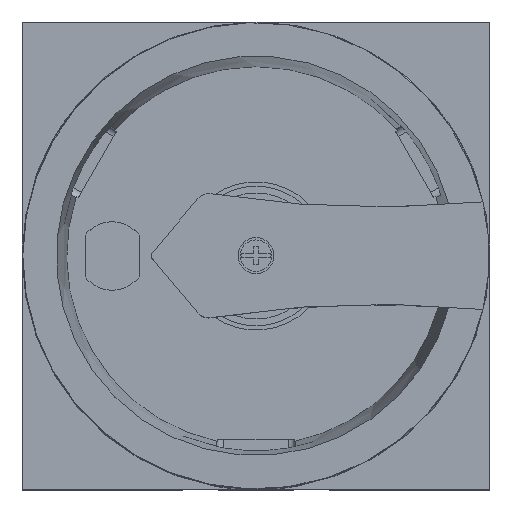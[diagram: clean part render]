
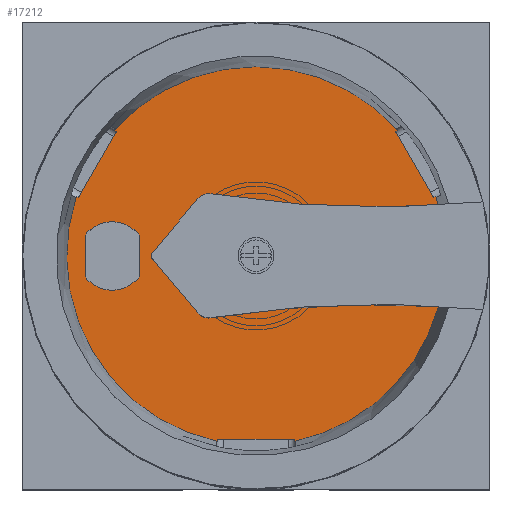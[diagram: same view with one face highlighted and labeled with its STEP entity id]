
A CAD part, top view. The second image highlights one B-rep face of the part: STEP entity #17212.
In plain terms, the highlighted planar face has unit normal (0, 0, 1).
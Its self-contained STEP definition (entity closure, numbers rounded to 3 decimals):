
#769=CIRCLE('',#18626,26.306);
#770=CIRCLE('',#18627,26.306);
#771=CIRCLE('',#18628,26.306);
#772=CIRCLE('',#18629,148.062);
#773=CIRCLE('',#18630,2.);
#774=CIRCLE('',#18631,0.5);
#775=CIRCLE('',#18632,2.);
#776=CIRCLE('',#18633,148.062);
#777=CIRCLE('',#18634,26.306);
#778=CIRCLE('',#18635,4.75);
#779=CIRCLE('',#18636,4.75);
#3968=ORIENTED_EDGE('',*,*,#7359,.F.);
#3969=ORIENTED_EDGE('',*,*,#7360,.F.);
#3970=ORIENTED_EDGE('',*,*,#7361,.F.);
#3971=ORIENTED_EDGE('',*,*,#7362,.F.);
#3972=ORIENTED_EDGE('',*,*,#7363,.F.);
#3973=ORIENTED_EDGE('',*,*,#7364,.F.);
#3974=ORIENTED_EDGE('',*,*,#7365,.T.);
#3975=ORIENTED_EDGE('',*,*,#7366,.T.);
#3976=ORIENTED_EDGE('',*,*,#7367,.T.);
#3977=ORIENTED_EDGE('',*,*,#7368,.F.);
#3978=ORIENTED_EDGE('',*,*,#7369,.T.);
#3979=ORIENTED_EDGE('',*,*,#7370,.F.);
#3980=ORIENTED_EDGE('',*,*,#7371,.F.);
#3981=ORIENTED_EDGE('',*,*,#7372,.F.);
#3982=ORIENTED_EDGE('',*,*,#7373,.F.);
#3983=ORIENTED_EDGE('',*,*,#7374,.F.);
#3984=ORIENTED_EDGE('',*,*,#7375,.T.);
#3985=ORIENTED_EDGE('',*,*,#7376,.F.);
#3986=ORIENTED_EDGE('',*,*,#7377,.F.);
#3987=ORIENTED_EDGE('',*,*,#7378,.F.);
#3988=ORIENTED_EDGE('',*,*,#7379,.F.);
#3989=ORIENTED_EDGE('',*,*,#7380,.F.);
#3990=ORIENTED_EDGE('',*,*,#7381,.F.);
#3991=ORIENTED_EDGE('',*,*,#7382,.F.);
#7359=EDGE_CURVE('',#9327,#9328,#11089,.T.);
#7360=EDGE_CURVE('',#9329,#9327,#769,.T.);
#7361=EDGE_CURVE('',#9330,#9329,#11090,.F.);
#7362=EDGE_CURVE('',#9331,#9330,#11091,.T.);
#7363=EDGE_CURVE('',#9332,#9331,#11092,.T.);
#7364=EDGE_CURVE('',#9333,#9332,#770,.T.);
#7365=EDGE_CURVE('',#9333,#9334,#11093,.T.);
#7366=EDGE_CURVE('',#9334,#9335,#11094,.T.);
#7367=EDGE_CURVE('',#9335,#9336,#11095,.F.);
#7368=EDGE_CURVE('',#9337,#9336,#771,.T.);
#7369=EDGE_CURVE('',#9337,#9338,#772,.F.);
#7370=EDGE_CURVE('',#9339,#9338,#773,.F.);
#7371=EDGE_CURVE('',#9340,#9339,#11096,.T.);
#7372=EDGE_CURVE('',#9341,#9340,#774,.F.);
#7373=EDGE_CURVE('',#9342,#9341,#11097,.T.);
#7374=EDGE_CURVE('',#9343,#9342,#775,.F.);
#7375=EDGE_CURVE('',#9343,#9344,#776,.F.);
#7376=EDGE_CURVE('',#9345,#9344,#777,.T.);
#7377=EDGE_CURVE('',#9346,#9345,#11098,.F.);
#7378=EDGE_CURVE('',#9328,#9346,#11099,.T.);
#7379=EDGE_CURVE('',#9347,#9348,#778,.F.);
#7380=EDGE_CURVE('',#9349,#9347,#11100,.T.);
#7381=EDGE_CURVE('',#9350,#9349,#779,.F.);
#7382=EDGE_CURVE('',#9348,#9350,#11101,.T.);
#9327=VERTEX_POINT('',#27275);
#9328=VERTEX_POINT('',#27276);
#9329=VERTEX_POINT('',#27278);
#9330=VERTEX_POINT('',#27280);
#9331=VERTEX_POINT('',#27282);
#9332=VERTEX_POINT('',#27284);
#9333=VERTEX_POINT('',#27286);
#9334=VERTEX_POINT('',#27288);
#9335=VERTEX_POINT('',#27290);
#9336=VERTEX_POINT('',#27292);
#9337=VERTEX_POINT('',#27294);
#9338=VERTEX_POINT('',#27296);
#9339=VERTEX_POINT('',#27298);
#9340=VERTEX_POINT('',#27300);
#9341=VERTEX_POINT('',#27302);
#9342=VERTEX_POINT('',#27304);
#9343=VERTEX_POINT('',#27306);
#9344=VERTEX_POINT('',#27308);
#9345=VERTEX_POINT('',#27310);
#9346=VERTEX_POINT('',#27312);
#9347=VERTEX_POINT('',#27315);
#9348=VERTEX_POINT('',#27316);
#9349=VERTEX_POINT('',#27318);
#9350=VERTEX_POINT('',#27320);
#11089=LINE('',#27274,#12951);
#11090=LINE('',#27279,#12952);
#11091=LINE('',#27281,#12953);
#11092=LINE('',#27283,#12954);
#11093=LINE('',#27287,#12955);
#11094=LINE('',#27289,#12956);
#11095=LINE('',#27291,#12957);
#11096=LINE('',#27299,#12958);
#11097=LINE('',#27303,#12959);
#11098=LINE('',#27311,#12960);
#11099=LINE('',#27313,#12961);
#11100=LINE('',#27317,#12962);
#11101=LINE('',#27321,#12963);
#12951=VECTOR('',#22147,1000.);
#12952=VECTOR('',#22150,1000.);
#12953=VECTOR('',#22151,1000.);
#12954=VECTOR('',#22152,1000.);
#12955=VECTOR('',#22155,1000.);
#12956=VECTOR('',#22156,1000.);
#12957=VECTOR('',#22157,1000.);
#12958=VECTOR('',#22164,1000.);
#12959=VECTOR('',#22167,1000.);
#12960=VECTOR('',#22174,1000.);
#12961=VECTOR('',#22175,1000.);
#12962=VECTOR('',#22178,1000.);
#12963=VECTOR('',#22181,1000.);
#14356=EDGE_LOOP('',(#3968,#3969,#3970,#3971,#3972,#3973,#3974,#3975,#3976,
#3977,#3978,#3979,#3980,#3981,#3982,#3983,#3984,#3985,#3986,#3987));
#14357=EDGE_LOOP('',(#3988,#3989,#3990,#3991));
#15501=FACE_BOUND('',#14356,.T.);
#15502=FACE_BOUND('',#14357,.T.);
#16363=PLANE('',#18625);
#17212=ADVANCED_FACE('',(#15501,#15502),#16363,.F.);
#18625=AXIS2_PLACEMENT_3D('',#27273,#22145,#22146);
#18626=AXIS2_PLACEMENT_3D('',#27277,#22148,#22149);
#18627=AXIS2_PLACEMENT_3D('',#27285,#22153,#22154);
#18628=AXIS2_PLACEMENT_3D('',#27293,#22158,#22159);
#18629=AXIS2_PLACEMENT_3D('',#27295,#22160,#22161);
#18630=AXIS2_PLACEMENT_3D('',#27297,#22162,#22163);
#18631=AXIS2_PLACEMENT_3D('',#27301,#22165,#22166);
#18632=AXIS2_PLACEMENT_3D('',#27305,#22168,#22169);
#18633=AXIS2_PLACEMENT_3D('',#27307,#22170,#22171);
#18634=AXIS2_PLACEMENT_3D('',#27309,#22172,#22173);
#18635=AXIS2_PLACEMENT_3D('',#27314,#22176,#22177);
#18636=AXIS2_PLACEMENT_3D('',#27319,#22179,#22180);
#22145=DIRECTION('',(0.,0.,-1.));
#22146=DIRECTION('',(-1.,0.,0.));
#22147=DIRECTION('',(-0.866,-0.5,0.));
#22148=DIRECTION('',(0.,0.,-1.));
#22149=DIRECTION('',(-1.,0.,0.));
#22150=DIRECTION('',(0.866,-0.5,0.));
#22151=DIRECTION('',(0.5,0.866,0.));
#22152=DIRECTION('',(0.866,-0.5,0.));
#22153=DIRECTION('',(0.,0.,-1.));
#22154=DIRECTION('',(-1.,0.,0.));
#22155=DIRECTION('',(0.,1.,0.));
#22156=DIRECTION('',(1.,0.,0.));
#22157=DIRECTION('',(0.,1.,0.));
#22158=DIRECTION('',(0.,0.,-1.));
#22159=DIRECTION('',(-1.,0.,0.));
#22160=DIRECTION('',(0.,0.,-1.));
#22161=DIRECTION('',(-1.,0.,0.));
#22162=DIRECTION('',(0.,0.,-1.));
#22163=DIRECTION('',(-1.,0.,0.));
#22164=DIRECTION('',(0.643,-0.766,0.));
#22165=DIRECTION('',(0.,0.,-1.));
#22166=DIRECTION('',(-1.,0.,0.));
#22167=DIRECTION('',(-0.643,-0.766,0.));
#22168=DIRECTION('',(0.,0.,-1.));
#22169=DIRECTION('',(-1.,0.,0.));
#22170=DIRECTION('',(0.,0.,-1.));
#22171=DIRECTION('',(-1.,0.,0.));
#22172=DIRECTION('',(0.,0.,-1.));
#22173=DIRECTION('',(-1.,0.,0.));
#22174=DIRECTION('',(-0.866,-0.5,0.));
#22175=DIRECTION('',(0.5,-0.866,0.));
#22176=DIRECTION('',(0.,0.,-1.));
#22177=DIRECTION('',(-1.,0.,0.));
#22178=DIRECTION('',(0.,1.,0.));
#22179=DIRECTION('',(0.,0.,-1.));
#22180=DIRECTION('',(-1.,0.,0.));
#22181=DIRECTION('',(0.,-1.,0.));
#27273=CARTESIAN_POINT('',(0.,0.,3.2));
#27274=CARTESIAN_POINT('',(28.051,22.315,3.2));
#27275=CARTESIAN_POINT('',(19.665,17.473,3.2));
#27276=CARTESIAN_POINT('',(19.39,17.315,3.2));
#27277=CARTESIAN_POINT('',(0.,0.,3.2));
#27278=CARTESIAN_POINT('',(-19.665,17.473,3.2));
#27279=CARTESIAN_POINT('',(-28.051,22.315,3.2));
#27280=CARTESIAN_POINT('',(-19.39,17.315,3.2));
#27281=CARTESIAN_POINT('',(-22.04,12.725,3.2));
#27282=CARTESIAN_POINT('',(-24.69,8.135,3.2));
#27283=CARTESIAN_POINT('',(-33.351,13.135,3.2));
#27284=CARTESIAN_POINT('',(-24.965,8.294,3.2));
#27285=CARTESIAN_POINT('',(0.,0.,3.2));
#27286=CARTESIAN_POINT('',(-5.3,-25.767,3.2));
#27287=CARTESIAN_POINT('',(-5.3,-35.45,3.2));
#27288=CARTESIAN_POINT('',(-5.3,-25.45,3.2));
#27289=CARTESIAN_POINT('',(0.,-25.45,3.2));
#27290=CARTESIAN_POINT('',(5.3,-25.45,3.2));
#27291=CARTESIAN_POINT('',(5.3,-35.45,3.2));
#27292=CARTESIAN_POINT('',(5.3,-25.767,3.2));
#27293=CARTESIAN_POINT('',(0.,0.,3.2));
#27294=CARTESIAN_POINT('',(25.36,-6.993,3.2));
#27295=CARTESIAN_POINT('',(17.,-154.819,3.2));
#27296=CARTESIAN_POINT('',(-6.251,-8.594,3.2));
#27297=CARTESIAN_POINT('',(-6.565,-6.619,3.2));
#27298=CARTESIAN_POINT('',(-8.097,-7.904,3.2));
#27299=CARTESIAN_POINT('',(-8.644,-7.253,3.2));
#27300=CARTESIAN_POINT('',(-14.46,-0.321,3.2));
#27301=CARTESIAN_POINT('',(-14.077,0.,3.2));
#27302=CARTESIAN_POINT('',(-14.46,0.321,3.2));
#27303=CARTESIAN_POINT('',(-8.644,7.253,3.2));
#27304=CARTESIAN_POINT('',(-8.097,7.904,3.2));
#27305=CARTESIAN_POINT('',(-6.565,6.619,3.2));
#27306=CARTESIAN_POINT('',(-6.251,8.594,3.2));
#27307=CARTESIAN_POINT('',(17.,154.819,3.2));
#27308=CARTESIAN_POINT('',(25.36,6.993,3.2));
#27309=CARTESIAN_POINT('',(0.,0.,3.2));
#27310=CARTESIAN_POINT('',(24.965,8.294,3.2));
#27311=CARTESIAN_POINT('',(33.351,13.135,3.2));
#27312=CARTESIAN_POINT('',(24.69,8.135,3.2));
#27313=CARTESIAN_POINT('',(22.04,12.725,3.2));
#27314=CARTESIAN_POINT('',(-20.,0.,3.2));
#27315=CARTESIAN_POINT('',(-16.25,2.915,3.2));
#27316=CARTESIAN_POINT('',(-23.75,2.915,3.2));
#27317=CARTESIAN_POINT('',(-16.25,0.,3.2));
#27318=CARTESIAN_POINT('',(-16.25,-2.915,3.2));
#27319=CARTESIAN_POINT('',(-20.,0.,3.2));
#27320=CARTESIAN_POINT('',(-23.75,-2.915,3.2));
#27321=CARTESIAN_POINT('',(-23.75,0.,3.2));
